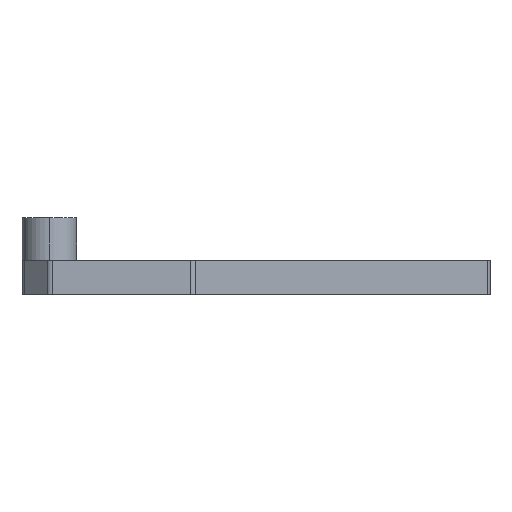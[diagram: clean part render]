
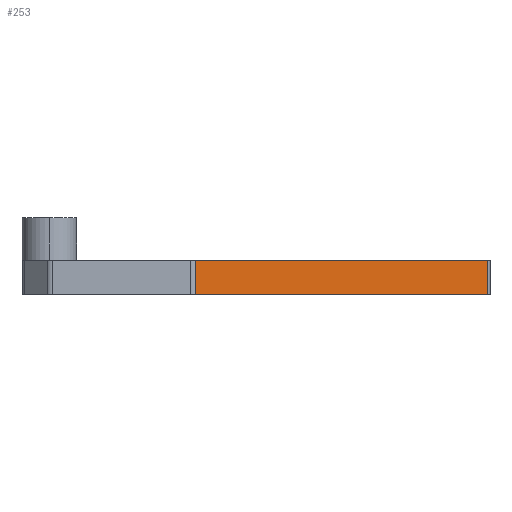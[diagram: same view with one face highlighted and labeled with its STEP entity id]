
A CAD part, left-side view. The second image highlights one B-rep face of the part: STEP entity #253.
In plain terms, the highlighted planar face has unit normal (-0.707, -0.707, 0).
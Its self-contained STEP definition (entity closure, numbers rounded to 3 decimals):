
#253=ADVANCED_FACE('',(#375),#1312,.T.);
#375=FACE_OUTER_BOUND('',#548,.F.);
#548=EDGE_LOOP('',(#1223,#1224,#1225,#1226));
#1223=ORIENTED_EDGE('',*,*,#1801,.F.);
#1224=ORIENTED_EDGE('',*,*,#2125,.F.);
#1225=ORIENTED_EDGE('',*,*,#1802,.F.);
#1226=ORIENTED_EDGE('',*,*,#2126,.F.);
#1312=PLANE('',#2713);
#1331=LINE('',#3690,#1560);
#1332=LINE('',#3691,#1561);
#1548=LINE('',#4014,#1777);
#1549=LINE('',#4015,#1778);
#1560=VECTOR('',#2757,60.527);
#1561=VECTOR('',#2758,60.527);
#1777=VECTOR('',#3188,5.);
#1778=VECTOR('',#3189,5.);
#1801=EDGE_CURVE('',#2468,#2463,#1331,.T.);
#1802=EDGE_CURVE('',#2462,#2465,#1332,.T.);
#2125=EDGE_CURVE('',#2465,#2468,#1548,.T.);
#2126=EDGE_CURVE('',#2463,#2462,#1549,.T.);
#2462=VERTEX_POINT('',#3653);
#2463=VERTEX_POINT('',#3654);
#2465=VERTEX_POINT('',#3656);
#2468=VERTEX_POINT('',#3659);
#2713=AXIS2_PLACEMENT_3D('',#4131,#3420,#3421);
#2757=DIRECTION('',(-0.707,0.707,0.));
#2758=DIRECTION('',(0.707,-0.707,0.));
#3188=DIRECTION('',(0.,0.,1.));
#3189=DIRECTION('',(0.,0.,-1.));
#3420=DIRECTION('',(-0.707,-0.707,0.));
#3421=DIRECTION('',(-0.707,0.707,0.));
#3653=CARTESIAN_POINT('',(-79.707,76.092,25.));
#3654=CARTESIAN_POINT('',(-79.707,76.092,30.));
#3656=CARTESIAN_POINT('',(-36.908,33.293,25.));
#3659=CARTESIAN_POINT('',(-36.908,33.293,30.));
#3690=CARTESIAN_POINT('',(-36.908,33.293,30.));
#3691=CARTESIAN_POINT('',(-79.707,76.092,25.));
#4014=CARTESIAN_POINT('',(-36.908,33.293,25.));
#4015=CARTESIAN_POINT('',(-79.707,76.092,30.));
#4131=CARTESIAN_POINT('',(-26.452,22.837,21.25));
